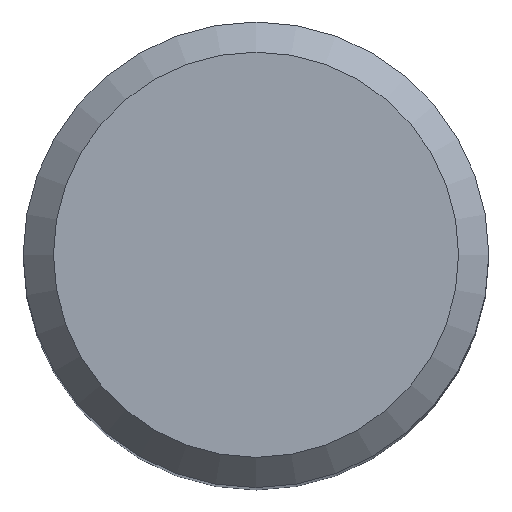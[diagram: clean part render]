
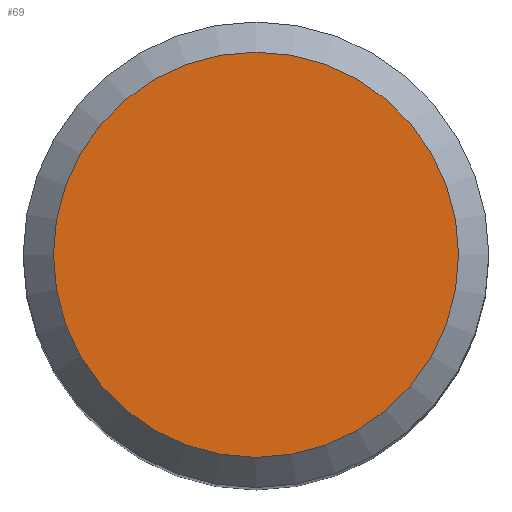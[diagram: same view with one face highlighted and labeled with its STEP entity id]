
A CAD part, top view. The second image highlights one B-rep face of the part: STEP entity #69.
In plain terms, the highlighted planar face has unit normal (0, 0, 1).
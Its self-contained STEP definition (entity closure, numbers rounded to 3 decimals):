
#50=FACE_OUTER_BOUND('',#112,.T.);
#69=ADVANCED_FACE('',(#50),#76,.T.);
#76=PLANE('',#216);
#112=EDGE_LOOP('',(#134));
#134=ORIENTED_EDGE('',*,*,#159,.F.);
#148=VERTEX_POINT('',#309);
#159=EDGE_CURVE('',#148,#148,#170,.T.);
#170=CIRCLE('',#215,6.962);
#215=AXIS2_PLACEMENT_3D('',#308,#266,#267);
#216=AXIS2_PLACEMENT_3D('',#310,#268,#269);
#266=DIRECTION('',(0.,0.,-1.));
#267=DIRECTION('',(-1.,0.,0.));
#268=DIRECTION('',(0.,0.,1.));
#269=DIRECTION('',(-1.,0.,0.));
#308=CARTESIAN_POINT('',(0.,0.,48.));
#309=CARTESIAN_POINT('',(-6.962,0.,48.));
#310=CARTESIAN_POINT('',(6.962,0.,48.));
